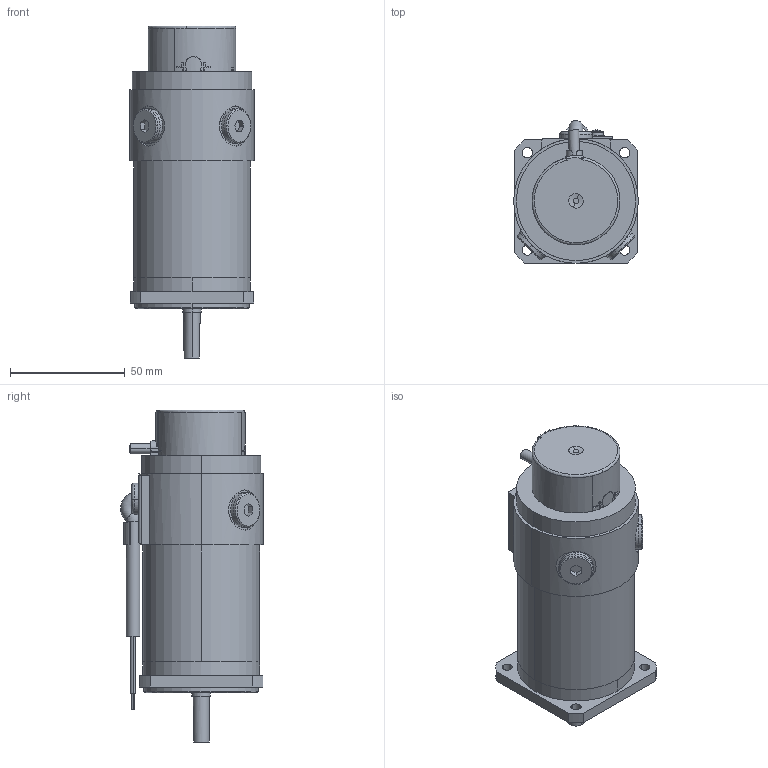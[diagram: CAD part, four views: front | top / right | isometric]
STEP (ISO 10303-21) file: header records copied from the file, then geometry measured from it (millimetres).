
FILE_DESCRIPTION (( 'STEP AP214' ), '1' );
FILE_NAME ('5DA12-7SE3E.STEP', '2024-05-03T11:32:41', ( '' ), ( '' ), 'SwSTEP 2.0', 'SolidWorks 2023', '' );
FILE_SCHEMA (( 'AUTOMOTIVE_DESIGN' ));
Length unit declared in the file: millimetre
Products named in the file (1): 5DA12-7SE3E
Bounding box: 54.4 x 62.34 x 144.9 mm (x, y, z)
Volume: 249837.8 mm3; surface area: 32517.4 mm2
Topology: 1 solids, 1 shells, 342 faces, 933 edges, 603 vertices
Faces by surface type: plane 176, cylinder 124, cone 25, torus 8, bspline 7, sphere 2
Entity records: 11961 total; most frequent: CARTESIAN_POINT 3244, ORIENTED_EDGE 1858, DIRECTION 1828, EDGE_CURVE 929, AXIS2_PLACEMENT_3D 679, VERTEX_POINT 603, LINE 470, VECTOR 470
